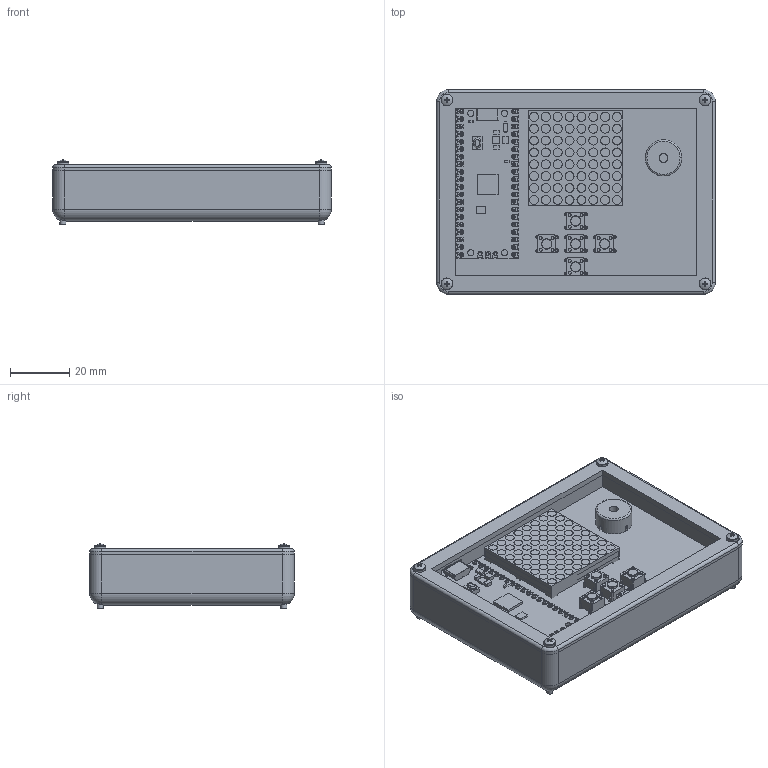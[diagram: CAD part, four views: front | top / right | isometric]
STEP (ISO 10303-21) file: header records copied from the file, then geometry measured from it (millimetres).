
FILE_DESCRIPTION(/* description */ ('STEP AP242','CAx-IF Rec.Pracs.---Representation and Presentation of Product Manufacturing Information (PMI)---4.0---2014-10-13','CAx-IF Rec.Pracs.---3D Tessellated Geometry---0.4---2014-09-14','2;1'),/* implementation_level */ '2;1');
FILE_NAME(/* name */ '686709cd293d8d7fb9c7a26a',/* time_stamp */ '2025-07-03T22:53:04Z',/* author */ (''),/* organization */ (''),/* preprocessor_version */ 'ST-DEVELOPER v20',/* originating_system */ 'ONSHAPE BY PTC INC, 1.200',/* authorisation */ ' ');
FILE_SCHEMA (('AP242_MANAGED_MODEL_BASED_3D_ENGINEERING_MIM_LF { 1 0 10303 442 1 1 4 }'));
Products named in the file (196): build; 1088; PICO_assm_140121.STEP; PS1240P02BT; M2 x 20 Screw head; SW_PUSH_6mm_1; SW_PUSH_6mm_3; Untitled_PCB; SW_PUSH_6mm_4; SW_PUSH_6mm_2; SW_PUSH_6mm; Part 1
Assembly tree (198 placements, depth 2):
  build
    1088
    PICO_assm_140121.STEP
    1088
    PICO_assm_140121.STEP
    PICO_assm_140121.STEP
    PICO_assm_140121.STEP
    PICO_assm_140121.STEP
    PICO_assm_140121.STEP
    PICO_assm_140121.STEP
    PICO_assm_140121.STEP
    PS1240P02BT
    M2 x 20 Screw head  x4
    PICO_assm_140121.STEP
    1088
    PICO_assm_140121.STEP
    PICO_assm_140121.STEP
    1088
    1088
    1088
    1088
    PICO_assm_140121.STEP
    PICO_assm_140121.STEP
    PICO_assm_140121.STEP
    PICO_assm_140121.STEP
    1088
    PICO_assm_140121.STEP
    PICO_assm_140121.STEP
    1088
    PICO_assm_140121.STEP
    PICO_assm_140121.STEP
    1088
    PICO_assm_140121.STEP
    PICO_assm_140121.STEP
    1088
    PICO_assm_140121.STEP
    1088
    PICO_assm_140121.STEP
    PICO_assm_140121.STEP
    PICO_assm_140121.STEP
    PICO_assm_140121.STEP
    1088
    SW_PUSH_6mm_1
    1088
    1088
    1088
    PICO_assm_140121.STEP
    1088
    1088
    1088
    PICO_assm_140121.STEP
    1088
    1088
    1088
    PICO_assm_140121.STEP
    1088
    PICO_assm_140121.STEP
    1088
    1088
    1088
Bounding box: 94 x 69 x 21.58 mm (x, y, z)
Volume: 53196.6 mm3; surface area: 53897.3 mm2
Topology: 198 solids, 198 shells, 2419 faces, 5786 edges, 3800 vertices
Faces by surface type: plane 1483, cylinder 832, torus 96, sphere 8
Full cylindrical faces by diameter (mm): 0.2 x16, 0.8 x80, 0.85 x2, 1 x121, 1.1 x20, 2 x12, 2.1 x4, 3 x130, 3.5 x5, 4 x4, 10.9 x1, 12.2 x1
Entity records: 72793 total; most frequent: DIRECTION 12013, CARTESIAN_POINT 11573, ORIENTED_EDGE 10352, EDGE_CURVE 5176, AXIS2_PLACEMENT_3D 4307, VERTEX_POINT 3713, LINE 3399, VECTOR 3399
